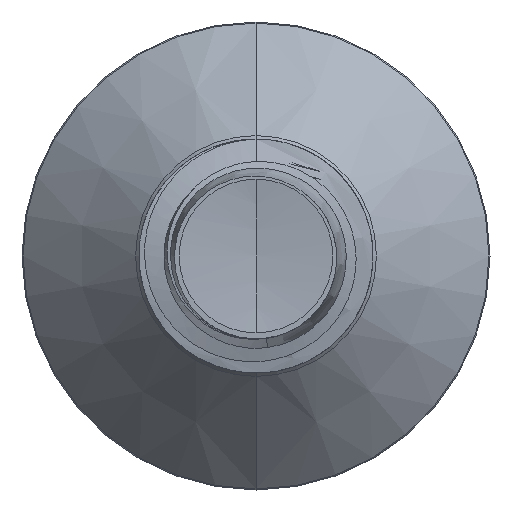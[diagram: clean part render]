
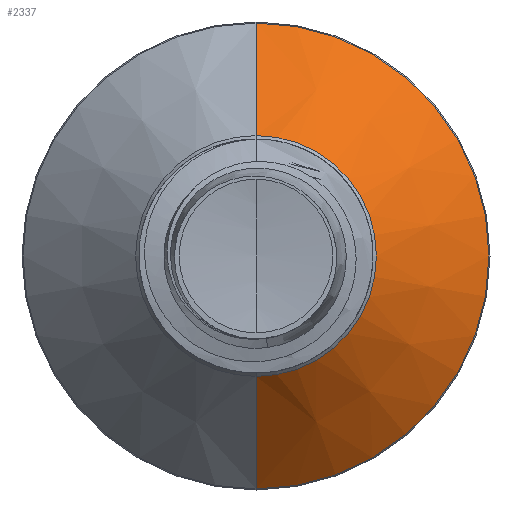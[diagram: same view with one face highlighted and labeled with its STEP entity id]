
A CAD part, front view. The second image highlights one B-rep face of the part: STEP entity #2337.
In plain terms, the highlighted conical face has half-angle 45 degrees and reference radius 3.088 mm.
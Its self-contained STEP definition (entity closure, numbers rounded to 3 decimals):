
#395 = AXIS2_PLACEMENT_3D ( 'NONE', #26052, #8503, #28942 ) ;
#574 = CARTESIAN_POINT ( 'NONE',  ( 0., 24.124, 5.974 ) ) ;
#983 = VECTOR ( 'NONE', #27167, 1000. ) ;
#1017 = CONICAL_SURFACE ( 'NONE', #14670, 3.089, 0.785 ) ;
#1761 = CARTESIAN_POINT ( 'NONE',  ( 0., 21.239, 0. ) ) ;
#1923 = DIRECTION ( 'NONE',  ( 0., 1., 0. ) ) ;
#2337 = ADVANCED_FACE ( 'NONE', ( #9849 ), #1017, .T. ) ;
#2503 = EDGE_CURVE ( 'NONE', #34178, #8484, #16796, .T. ) ;
#6448 = VERTEX_POINT ( 'NONE', #574 ) ;
#6488 = EDGE_CURVE ( 'NONE', #20861, #6448, #9817, .T. ) ;
#7458 = CIRCLE ( 'NONE', #37047, 3.089 ) ;
#8447 = ORIENTED_EDGE ( 'NONE', *, *, #6488, .F. ) ;
#8484 = VERTEX_POINT ( 'NONE', #24868 ) ;
#8503 = DIRECTION ( 'NONE',  ( 0., 1., 0. ) ) ;
#8946 = EDGE_CURVE ( 'NONE', #20861, #34178, #7458, .T. ) ;
#9817 = LINE ( 'NONE', #35731, #983 ) ;
#9849 = FACE_OUTER_BOUND ( 'NONE', #26662, .T. ) ;
#12196 = ORIENTED_EDGE ( 'NONE', *, *, #8946, .T. ) ;
#14670 = AXIS2_PLACEMENT_3D ( 'NONE', #1761, #25325, #28080 ) ;
#16796 = LINE ( 'NONE', #31092, #24538 ) ;
#17196 = DIRECTION ( 'NONE',  ( 0., 0.707, -0.707 ) ) ;
#19697 = CARTESIAN_POINT ( 'NONE',  ( 0., 21.239, 0. ) ) ;
#20861 = VERTEX_POINT ( 'NONE', #28637 ) ;
#21633 = EDGE_CURVE ( 'NONE', #6448, #8484, #26157, .T. ) ;
#22623 = DIRECTION ( 'NONE',  ( 0., 0., 1. ) ) ;
#24538 = VECTOR ( 'NONE', #17196, 1000. ) ;
#24868 = CARTESIAN_POINT ( 'NONE',  ( 0., 24.124, -5.974 ) ) ;
#25325 = DIRECTION ( 'NONE',  ( 0., 1., 0. ) ) ;
#26052 = CARTESIAN_POINT ( 'NONE',  ( 0., 24.124, 0. ) ) ;
#26157 = CIRCLE ( 'NONE', #395, 5.974 ) ;
#26662 = EDGE_LOOP ( 'NONE', ( #12196, #36280, #35764, #8447 ) ) ;
#27167 = DIRECTION ( 'NONE',  ( 0., 0.707, 0.707 ) ) ;
#28080 = DIRECTION ( 'NONE',  ( 0., 0., 1. ) ) ;
#28637 = CARTESIAN_POINT ( 'NONE',  ( 0., 21.239, 3.089 ) ) ;
#28942 = DIRECTION ( 'NONE',  ( 0., 0., 1. ) ) ;
#31092 = CARTESIAN_POINT ( 'NONE',  ( 0., 21.239, -3.089 ) ) ;
#34178 = VERTEX_POINT ( 'NONE', #35266 ) ;
#35266 = CARTESIAN_POINT ( 'NONE',  ( 0., 21.239, -3.089 ) ) ;
#35731 = CARTESIAN_POINT ( 'NONE',  ( 0., 21.239, 3.089 ) ) ;
#35764 = ORIENTED_EDGE ( 'NONE', *, *, #21633, .F. ) ;
#36280 = ORIENTED_EDGE ( 'NONE', *, *, #2503, .T. ) ;
#37047 = AXIS2_PLACEMENT_3D ( 'NONE', #19697, #1923, #22623 ) ;
